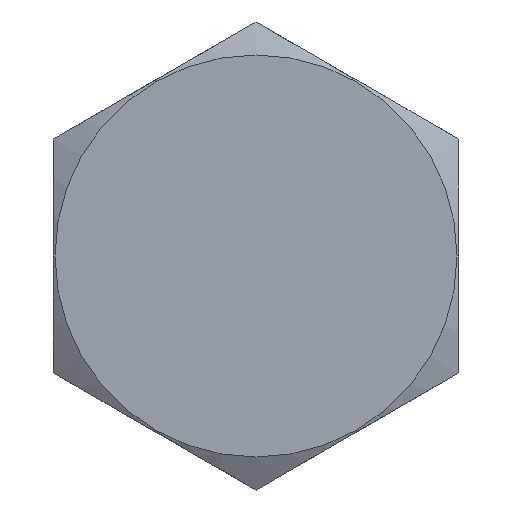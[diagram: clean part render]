
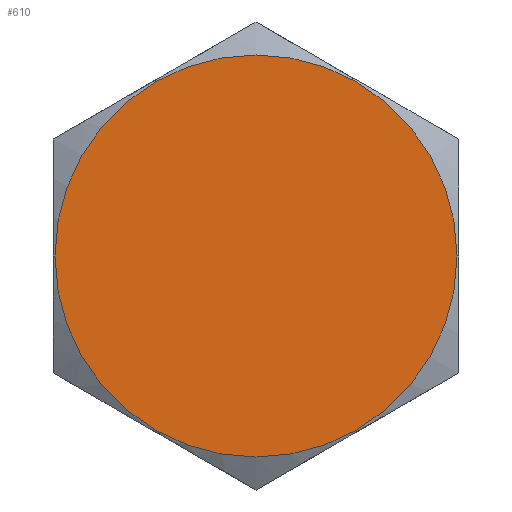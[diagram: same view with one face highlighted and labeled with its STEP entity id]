
A CAD part, left-side view. The second image highlights one B-rep face of the part: STEP entity #610.
In plain terms, the highlighted planar face has unit normal (-1, 0, 0).
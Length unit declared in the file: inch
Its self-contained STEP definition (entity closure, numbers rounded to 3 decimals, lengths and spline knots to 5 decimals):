
#117 = AXIS2_PLACEMENT_3D ( 'NONE', #5339, #7994, #3650 ) ;
#610 = ADVANCED_FACE ( 'NONE', ( #7782 ), #2069, .F. ) ;
#2069 = PLANE ( 'NONE',  #7080 ) ;
#2210 = CARTESIAN_POINT ( 'NONE',  ( -1.12, 0., 0. ) ) ;
#2459 = EDGE_CURVE ( 'NONE', #5929, #8383, #5147, .T. ) ;
#2505 = CARTESIAN_POINT ( 'NONE',  ( -1.12, 0.62, 0. ) ) ;
#3071 = CIRCLE ( 'NONE', #4345, 0.62 ) ;
#3650 = DIRECTION ( 'NONE',  ( 0., -1., 0. ) ) ;
#4339 = CARTESIAN_POINT ( 'NONE',  ( -1.12, -0.62, 0. ) ) ;
#4345 = AXIS2_PLACEMENT_3D ( 'NONE', #2210, #9294, #10949 ) ;
#5147 = CIRCLE ( 'NONE', #117, 0.62 ) ;
#5339 = CARTESIAN_POINT ( 'NONE',  ( -1.12, 0., 0. ) ) ;
#5603 = EDGE_CURVE ( 'NONE', #8383, #5929, #3071, .T. ) ;
#5728 = CARTESIAN_POINT ( 'NONE',  ( -1.12, 0.625, 0.36084 ) ) ;
#5906 = ORIENTED_EDGE ( 'NONE', *, *, #5603, .T. ) ;
#5929 = VERTEX_POINT ( 'NONE', #2505 ) ;
#6809 = EDGE_LOOP ( 'NONE', ( #11406, #5906 ) ) ;
#7080 = AXIS2_PLACEMENT_3D ( 'NONE', #5728, #10222, #10178 ) ;
#7782 = FACE_OUTER_BOUND ( 'NONE', #6809, .T. ) ;
#7994 = DIRECTION ( 'NONE',  ( -1., 0., 0. ) ) ;
#8383 = VERTEX_POINT ( 'NONE', #4339 ) ;
#9294 = DIRECTION ( 'NONE',  ( -1., 0., 0. ) ) ;
#10178 = DIRECTION ( 'NONE',  ( 0., 0., -1. ) ) ;
#10222 = DIRECTION ( 'NONE',  ( 1., 0., 0. ) ) ;
#10949 = DIRECTION ( 'NONE',  ( 0., -1., 0. ) ) ;
#11406 = ORIENTED_EDGE ( 'NONE', *, *, #2459, .T. ) ;
